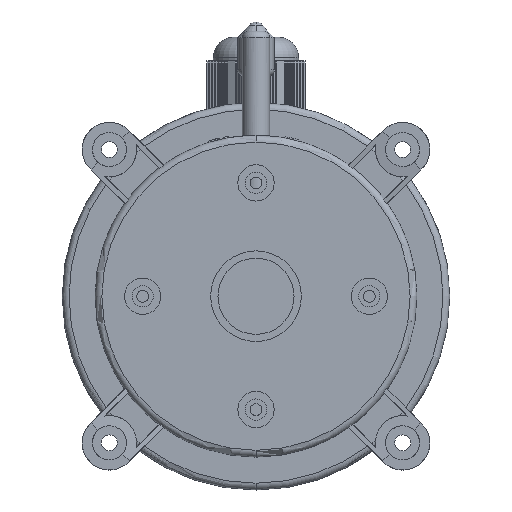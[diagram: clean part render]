
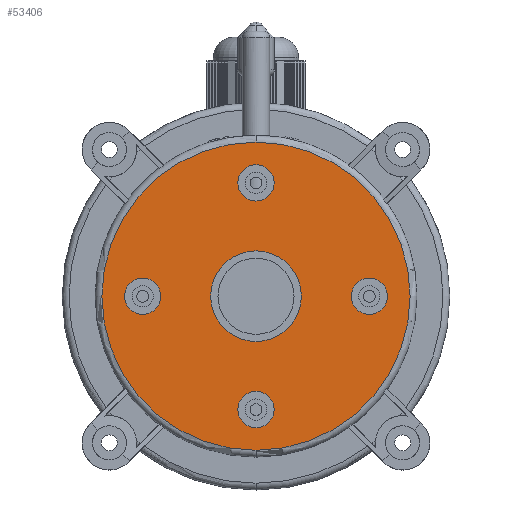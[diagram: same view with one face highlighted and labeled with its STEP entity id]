
A CAD part, front view. The second image highlights one B-rep face of the part: STEP entity #53406.
In plain terms, the highlighted planar face has unit normal (0, -1, 0).
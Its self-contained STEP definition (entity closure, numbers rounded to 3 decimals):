
#471 = EDGE_LOOP ( 'NONE', ( #7451, #47592 ) ) ;
#815 = CIRCLE ( 'NONE', #9205, 4. ) ;
#1085 = ORIENTED_EDGE ( 'NONE', *, *, #34442, .F. ) ;
#2576 = FACE_BOUND ( 'NONE', #10680, .T. ) ;
#3032 = DIRECTION ( 'NONE',  ( 0., -1., 0. ) ) ;
#3183 = FACE_BOUND ( 'NONE', #471, .T. ) ;
#3269 = DIRECTION ( 'NONE',  ( 0., -1., 0. ) ) ;
#3878 = DIRECTION ( 'NONE',  ( 0., -1., 0. ) ) ;
#5155 = CARTESIAN_POINT ( 'NONE',  ( -25., 0., -4. ) ) ;
#5440 = DIRECTION ( 'NONE',  ( 0., -1., 0. ) ) ;
#5897 = DIRECTION ( 'NONE',  ( 0., 0., 1. ) ) ;
#5984 = CARTESIAN_POINT ( 'NONE',  ( 0., 0., 34. ) ) ;
#6497 = DIRECTION ( 'NONE',  ( 0., 0., 1. ) ) ;
#6685 = AXIS2_PLACEMENT_3D ( 'NONE', #42896, #15273, #15827 ) ;
#7262 = DIRECTION ( 'NONE',  ( 0., -1., 0. ) ) ;
#7412 = DIRECTION ( 'NONE',  ( 0., -1., 0. ) ) ;
#7451 = ORIENTED_EDGE ( 'NONE', *, *, #56527, .F. ) ;
#7777 = AXIS2_PLACEMENT_3D ( 'NONE', #24211, #24776, #5897 ) ;
#8385 = AXIS2_PLACEMENT_3D ( 'NONE', #14120, #28061, #10834 ) ;
#9069 = EDGE_LOOP ( 'NONE', ( #52181, #53994 ) ) ;
#9205 = AXIS2_PLACEMENT_3D ( 'NONE', #54123, #5440, #36902 ) ;
#10276 = CIRCLE ( 'NONE', #14963, 4. ) ;
#10680 = EDGE_LOOP ( 'NONE', ( #1085, #28705 ) ) ;
#10834 = DIRECTION ( 'NONE',  ( 0., 0., 1. ) ) ;
#12259 = EDGE_CURVE ( 'NONE', #42898, #17027, #47450, .T. ) ;
#12424 = CIRCLE ( 'NONE', #35712, 4. ) ;
#12511 = DIRECTION ( 'NONE',  ( 0., 0., 1. ) ) ;
#13367 = CIRCLE ( 'NONE', #7777, 10. ) ;
#14120 = CARTESIAN_POINT ( 'NONE',  ( 0., 0., 0. ) ) ;
#14963 = AXIS2_PLACEMENT_3D ( 'NONE', #43346, #25856, #40140 ) ;
#15273 = DIRECTION ( 'NONE',  ( 0., -1., 0. ) ) ;
#15565 = CARTESIAN_POINT ( 'NONE',  ( 25., 0., 0. ) ) ;
#15639 = VERTEX_POINT ( 'NONE', #32217 ) ;
#15677 = EDGE_CURVE ( 'NONE', #26677, #15639, #46015, .T. ) ;
#15734 = CARTESIAN_POINT ( 'NONE',  ( 0., 0., 0. ) ) ;
#15827 = DIRECTION ( 'NONE',  ( 0., 0., 1. ) ) ;
#16690 = CARTESIAN_POINT ( 'NONE',  ( 0., 0., -25. ) ) ;
#16761 = DIRECTION ( 'NONE',  ( 0., 0., 1. ) ) ;
#16898 = FACE_BOUND ( 'NONE', #20885, .T. ) ;
#17027 = VERTEX_POINT ( 'NONE', #53163 ) ;
#17038 = EDGE_LOOP ( 'NONE', ( #21632, #18573 ) ) ;
#17392 = CARTESIAN_POINT ( 'NONE',  ( 0., 0., 29. ) ) ;
#18573 = ORIENTED_EDGE ( 'NONE', *, *, #32319, .T. ) ;
#19381 = CARTESIAN_POINT ( 'NONE',  ( 0., 0., -29. ) ) ;
#20310 = CARTESIAN_POINT ( 'NONE',  ( 25., 0., -4. ) ) ;
#20885 = EDGE_LOOP ( 'NONE', ( #47376, #36189 ) ) ;
#20950 = DIRECTION ( 'NONE',  ( 0., 1., 0. ) ) ;
#21532 = FACE_BOUND ( 'NONE', #9069, .T. ) ;
#21632 = ORIENTED_EDGE ( 'NONE', *, *, #12259, .T. ) ;
#21654 = DIRECTION ( 'NONE',  ( 0., 0., 1. ) ) ;
#21959 = EDGE_CURVE ( 'NONE', #52279, #41468, #815, .T. ) ;
#22472 = AXIS2_PLACEMENT_3D ( 'NONE', #15565, #3032, #51967 ) ;
#22476 = CIRCLE ( 'NONE', #29917, 4. ) ;
#23103 = CARTESIAN_POINT ( 'NONE',  ( 0., 0., 10. ) ) ;
#23133 = AXIS2_PLACEMENT_3D ( 'NONE', #47744, #20950, #12511 ) ;
#23807 = AXIS2_PLACEMENT_3D ( 'NONE', #16690, #3269, #56571 ) ;
#24211 = CARTESIAN_POINT ( 'NONE',  ( 0., 0., 0. ) ) ;
#24776 = DIRECTION ( 'NONE',  ( 0., -1., 0. ) ) ;
#25025 = DIRECTION ( 'NONE',  ( 0., 0., 1. ) ) ;
#25231 = CIRCLE ( 'NONE', #54995, 34. ) ;
#25856 = DIRECTION ( 'NONE',  ( 0., -1., 0. ) ) ;
#26107 = EDGE_CURVE ( 'NONE', #45095, #33525, #32729, .T. ) ;
#26248 = DIRECTION ( 'NONE',  ( 0., -1., 0. ) ) ;
#26324 = CIRCLE ( 'NONE', #47732, 4. ) ;
#26494 = CARTESIAN_POINT ( 'NONE',  ( 0., 0., -10. ) ) ;
#26677 = VERTEX_POINT ( 'NONE', #5155 ) ;
#27478 = EDGE_CURVE ( 'NONE', #39360, #42920, #12424, .T. ) ;
#28061 = DIRECTION ( 'NONE',  ( 0., -1., 0. ) ) ;
#28705 = ORIENTED_EDGE ( 'NONE', *, *, #15677, .F. ) ;
#28924 = CIRCLE ( 'NONE', #22472, 4. ) ;
#29660 = FACE_BOUND ( 'NONE', #37137, .T. ) ;
#29917 = AXIS2_PLACEMENT_3D ( 'NONE', #48389, #26248, #6497 ) ;
#32217 = CARTESIAN_POINT ( 'NONE',  ( -25., 0., 4. ) ) ;
#32319 = EDGE_CURVE ( 'NONE', #17027, #42898, #25231, .T. ) ;
#32729 = CIRCLE ( 'NONE', #6685, 10. ) ;
#33525 = VERTEX_POINT ( 'NONE', #26494 ) ;
#34442 = EDGE_CURVE ( 'NONE', #15639, #26677, #26324, .T. ) ;
#34728 = EDGE_CURVE ( 'NONE', #33525, #45095, #13367, .T. ) ;
#35712 = AXIS2_PLACEMENT_3D ( 'NONE', #43782, #3878, #21654 ) ;
#35849 = CARTESIAN_POINT ( 'NONE',  ( 0., 0., -21. ) ) ;
#36189 = ORIENTED_EDGE ( 'NONE', *, *, #34728, .F. ) ;
#36902 = DIRECTION ( 'NONE',  ( 0., 0., 1. ) ) ;
#37137 = EDGE_LOOP ( 'NONE', ( #44944, #47885 ) ) ;
#37767 = CARTESIAN_POINT ( 'NONE',  ( 25., 0., 4. ) ) ;
#38264 = DIRECTION ( 'NONE',  ( 0., 0., 1. ) ) ;
#38291 = CARTESIAN_POINT ( 'NONE',  ( -25., 0., 0. ) ) ;
#39360 = VERTEX_POINT ( 'NONE', #35849 ) ;
#39894 = EDGE_CURVE ( 'NONE', #41468, #52279, #10276, .T. ) ;
#40140 = DIRECTION ( 'NONE',  ( 0., 0., 1. ) ) ;
#41040 = EDGE_CURVE ( 'NONE', #51723, #53767, #22476, .T. ) ;
#41468 = VERTEX_POINT ( 'NONE', #17392 ) ;
#41512 = CIRCLE ( 'NONE', #23807, 4. ) ;
#42343 = CARTESIAN_POINT ( 'NONE',  ( -25., 0., 0. ) ) ;
#42896 = CARTESIAN_POINT ( 'NONE',  ( 0., 0., 0. ) ) ;
#42898 = VERTEX_POINT ( 'NONE', #5984 ) ;
#42920 = VERTEX_POINT ( 'NONE', #19381 ) ;
#43346 = CARTESIAN_POINT ( 'NONE',  ( 0., 0., 25. ) ) ;
#43559 = CARTESIAN_POINT ( 'NONE',  ( 0., 0., 21. ) ) ;
#43782 = CARTESIAN_POINT ( 'NONE',  ( 0., 0., -25. ) ) ;
#44944 = ORIENTED_EDGE ( 'NONE', *, *, #39894, .F. ) ;
#45095 = VERTEX_POINT ( 'NONE', #23103 ) ;
#46015 = CIRCLE ( 'NONE', #47859, 4. ) ;
#47376 = ORIENTED_EDGE ( 'NONE', *, *, #26107, .F. ) ;
#47450 = CIRCLE ( 'NONE', #8385, 34. ) ;
#47592 = ORIENTED_EDGE ( 'NONE', *, *, #41040, .F. ) ;
#47732 = AXIS2_PLACEMENT_3D ( 'NONE', #42343, #55726, #38264 ) ;
#47744 = CARTESIAN_POINT ( 'NONE',  ( 0., 0., 0. ) ) ;
#47859 = AXIS2_PLACEMENT_3D ( 'NONE', #38291, #7412, #16761 ) ;
#47885 = ORIENTED_EDGE ( 'NONE', *, *, #21959, .F. ) ;
#48028 = PLANE ( 'NONE',  #23133 ) ;
#48389 = CARTESIAN_POINT ( 'NONE',  ( 25., 0., 0. ) ) ;
#49119 = EDGE_CURVE ( 'NONE', #42920, #39360, #41512, .T. ) ;
#51538 = FACE_OUTER_BOUND ( 'NONE', #17038, .T. ) ;
#51723 = VERTEX_POINT ( 'NONE', #20310 ) ;
#51967 = DIRECTION ( 'NONE',  ( 0., 0., 1. ) ) ;
#52181 = ORIENTED_EDGE ( 'NONE', *, *, #27478, .F. ) ;
#52279 = VERTEX_POINT ( 'NONE', #43559 ) ;
#53163 = CARTESIAN_POINT ( 'NONE',  ( 0., 0., -34. ) ) ;
#53406 = ADVANCED_FACE ( 'NONE', ( #16898, #3183, #21532, #29660, #2576, #51538 ), #48028, .F. ) ;
#53767 = VERTEX_POINT ( 'NONE', #37767 ) ;
#53994 = ORIENTED_EDGE ( 'NONE', *, *, #49119, .F. ) ;
#54123 = CARTESIAN_POINT ( 'NONE',  ( 0., 0., 25. ) ) ;
#54995 = AXIS2_PLACEMENT_3D ( 'NONE', #15734, #7262, #25025 ) ;
#55726 = DIRECTION ( 'NONE',  ( 0., -1., 0. ) ) ;
#56527 = EDGE_CURVE ( 'NONE', #53767, #51723, #28924, .T. ) ;
#56571 = DIRECTION ( 'NONE',  ( 0., 0., 1. ) ) ;
